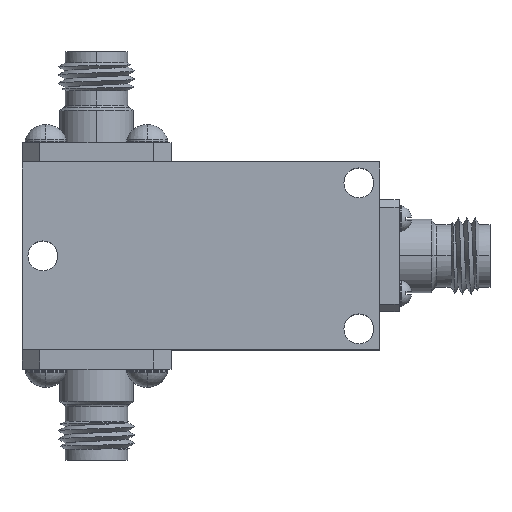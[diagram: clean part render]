
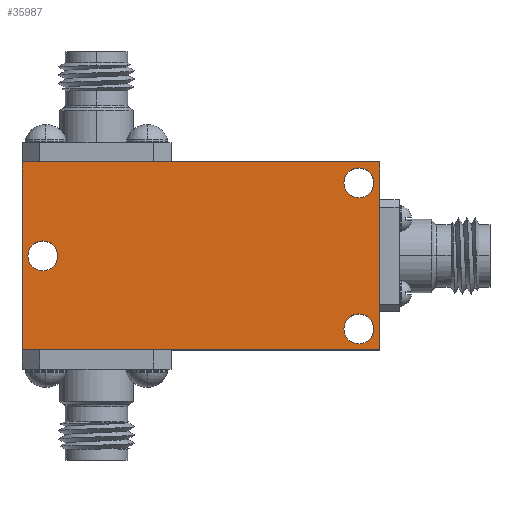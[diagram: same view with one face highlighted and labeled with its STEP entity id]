
A CAD part, top view. The second image highlights one B-rep face of the part: STEP entity #35987.
In plain terms, the highlighted planar face has unit normal (0, 0, 1).
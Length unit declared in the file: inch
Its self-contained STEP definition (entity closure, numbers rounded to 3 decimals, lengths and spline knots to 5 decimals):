
#1899 = DIRECTION ( 'NONE',  ( 0., 0., 1. ) ) ;
#3116 = DIRECTION ( 'NONE',  ( -1., 0., 0. ) ) ;
#4105 = CARTESIAN_POINT ( 'NONE',  ( 0., 0., 0.5 ) ) ;
#4186 = CARTESIAN_POINT ( 'NONE',  ( 0.48, -0.245, 0.5 ) ) ;
#5618 = AXIS2_PLACEMENT_3D ( 'NONE', #44942, #1899, #26958 ) ;
#6506 = CARTESIAN_POINT ( 'NONE',  ( 0.6, -0.315, 0.5 ) ) ;
#7272 = PLANE ( 'NONE',  #9577 ) ;
#7750 = LINE ( 'NONE', #13613, #42046 ) ;
#9577 = AXIS2_PLACEMENT_3D ( 'NONE', #4105, #14499, #36510 ) ;
#9611 = CARTESIAN_POINT ( 'NONE',  ( -0.48, 0., 0.5 ) ) ;
#9958 = ORIENTED_EDGE ( 'NONE', *, *, #20499, .F. ) ;
#10591 = CIRCLE ( 'NONE', #10604, 0.05 ) ;
#10604 = AXIS2_PLACEMENT_3D ( 'NONE', #18518, #43665, #26305 ) ;
#10668 = EDGE_CURVE ( 'NONE', #36944, #16573, #46202, .T. ) ;
#10753 = DIRECTION ( 'NONE',  ( 0., -1., 0. ) ) ;
#11801 = VECTOR ( 'NONE', #10753, 39.37008 ) ;
#12638 = CIRCLE ( 'NONE', #5618, 0.05 ) ;
#13441 = CARTESIAN_POINT ( 'NONE',  ( 0.48, 0.245, 0.5 ) ) ;
#13613 = CARTESIAN_POINT ( 'NONE',  ( 0.6, 0.315, 0.5 ) ) ;
#13651 = ORIENTED_EDGE ( 'NONE', *, *, #27278, .T. ) ;
#14255 = CARTESIAN_POINT ( 'NONE',  ( 0.58, -0.245, 0.5 ) ) ;
#14499 = DIRECTION ( 'NONE',  ( 0., 0., -1. ) ) ;
#14583 = FACE_BOUND ( 'NONE', #36033, .T. ) ;
#15010 = CARTESIAN_POINT ( 'NONE',  ( -0.6, -0.315, 0.5 ) ) ;
#15224 = EDGE_CURVE ( 'NONE', #38611, #24843, #10591, .T. ) ;
#15340 = AXIS2_PLACEMENT_3D ( 'NONE', #20863, #31829, #3116 ) ;
#15655 = CARTESIAN_POINT ( 'NONE',  ( 0.53, -0.245, 0.5 ) ) ;
#16091 = EDGE_CURVE ( 'NONE', #16573, #29395, #7750, .T. ) ;
#16437 = EDGE_LOOP ( 'NONE', ( #25741, #40084, #13651, #40292 ) ) ;
#16573 = VERTEX_POINT ( 'NONE', #38880 ) ;
#16797 = FACE_BOUND ( 'NONE', #45898, .T. ) ;
#17203 = CIRCLE ( 'NONE', #26326, 0.05 ) ;
#18089 = DIRECTION ( 'NONE',  ( -1., 0., 0. ) ) ;
#18461 = EDGE_CURVE ( 'NONE', #33793, #31702, #17203, .T. ) ;
#18518 = CARTESIAN_POINT ( 'NONE',  ( 0.53, -0.245, 0.5 ) ) ;
#18583 = AXIS2_PLACEMENT_3D ( 'NONE', #34523, #30580, #37711 ) ;
#18806 = ORIENTED_EDGE ( 'NONE', *, *, #22238, .F. ) ;
#19115 = FACE_OUTER_BOUND ( 'NONE', #16437, .T. ) ;
#19443 = DIRECTION ( 'NONE',  ( -1., 0., 0. ) ) ;
#19975 = CIRCLE ( 'NONE', #15340, 0.05 ) ;
#20499 = EDGE_CURVE ( 'NONE', #40872, #36471, #12638, .T. ) ;
#20670 = DIRECTION ( 'NONE',  ( 1., 0., 0. ) ) ;
#20863 = CARTESIAN_POINT ( 'NONE',  ( -0.53, 0., 0.5 ) ) ;
#21384 = CARTESIAN_POINT ( 'NONE',  ( 0.53, 0.245, 0.5 ) ) ;
#22238 = EDGE_CURVE ( 'NONE', #36471, #40872, #19975, .T. ) ;
#22243 = ORIENTED_EDGE ( 'NONE', *, *, #42882, .F. ) ;
#22402 = CARTESIAN_POINT ( 'NONE',  ( -0.6, 0.315, 0.5 ) ) ;
#22712 = ORIENTED_EDGE ( 'NONE', *, *, #18461, .F. ) ;
#23175 = ORIENTED_EDGE ( 'NONE', *, *, #15224, .F. ) ;
#23276 = CIRCLE ( 'NONE', #43897, 0.05 ) ;
#23321 = CIRCLE ( 'NONE', #18583, 0.05 ) ;
#23939 = EDGE_LOOP ( 'NONE', ( #9958, #18806 ) ) ;
#24120 = LINE ( 'NONE', #15010, #11801 ) ;
#24843 = VERTEX_POINT ( 'NONE', #4186 ) ;
#25692 = DIRECTION ( 'NONE',  ( -1., 0., 0. ) ) ;
#25741 = ORIENTED_EDGE ( 'NONE', *, *, #10668, .T. ) ;
#26305 = DIRECTION ( 'NONE',  ( -1., 0., 0. ) ) ;
#26326 = AXIS2_PLACEMENT_3D ( 'NONE', #21384, #43225, #18089 ) ;
#26366 = CARTESIAN_POINT ( 'NONE',  ( 0.6, 0.315, 0.5 ) ) ;
#26475 = VECTOR ( 'NONE', #25692, 39.37008 ) ;
#26958 = DIRECTION ( 'NONE',  ( -1., 0., 0. ) ) ;
#27278 = EDGE_CURVE ( 'NONE', #29395, #34112, #28161, .T. ) ;
#28161 = LINE ( 'NONE', #29151, #26475 ) ;
#29151 = CARTESIAN_POINT ( 'NONE',  ( -0.6, 0.315, 0.5 ) ) ;
#29395 = VERTEX_POINT ( 'NONE', #26366 ) ;
#30580 = DIRECTION ( 'NONE',  ( 0., 0., 1. ) ) ;
#30957 = VECTOR ( 'NONE', #20670, 39.37008 ) ;
#31028 = DIRECTION ( 'NONE',  ( 0., 1., 0. ) ) ;
#31449 = CARTESIAN_POINT ( 'NONE',  ( -0.58, 0., 0.5 ) ) ;
#31702 = VERTEX_POINT ( 'NONE', #34620 ) ;
#31829 = DIRECTION ( 'NONE',  ( 0., 0., 1. ) ) ;
#33793 = VERTEX_POINT ( 'NONE', #13441 ) ;
#34112 = VERTEX_POINT ( 'NONE', #22402 ) ;
#34523 = CARTESIAN_POINT ( 'NONE',  ( 0.53, 0.245, 0.5 ) ) ;
#34620 = CARTESIAN_POINT ( 'NONE',  ( 0.58, 0.245, 0.5 ) ) ;
#35286 = EDGE_CURVE ( 'NONE', #34112, #36944, #24120, .T. ) ;
#35987 = ADVANCED_FACE ( 'NONE', ( #42105, #14583, #16797, #19115 ), #7272, .F. ) ;
#36033 = EDGE_LOOP ( 'NONE', ( #22243, #23175 ) ) ;
#36471 = VERTEX_POINT ( 'NONE', #9611 ) ;
#36510 = DIRECTION ( 'NONE',  ( -1., 0., 0. ) ) ;
#36669 = ORIENTED_EDGE ( 'NONE', *, *, #42661, .F. ) ;
#36944 = VERTEX_POINT ( 'NONE', #38455 ) ;
#37711 = DIRECTION ( 'NONE',  ( -1., 0., 0. ) ) ;
#38455 = CARTESIAN_POINT ( 'NONE',  ( -0.6, -0.315, 0.5 ) ) ;
#38611 = VERTEX_POINT ( 'NONE', #14255 ) ;
#38880 = CARTESIAN_POINT ( 'NONE',  ( 0.6, -0.315, 0.5 ) ) ;
#40084 = ORIENTED_EDGE ( 'NONE', *, *, #16091, .T. ) ;
#40292 = ORIENTED_EDGE ( 'NONE', *, *, #35286, .T. ) ;
#40872 = VERTEX_POINT ( 'NONE', #31449 ) ;
#42046 = VECTOR ( 'NONE', #31028, 39.37008 ) ;
#42105 = FACE_BOUND ( 'NONE', #23939, .T. ) ;
#42661 = EDGE_CURVE ( 'NONE', #31702, #33793, #23321, .T. ) ;
#42882 = EDGE_CURVE ( 'NONE', #24843, #38611, #23276, .T. ) ;
#43225 = DIRECTION ( 'NONE',  ( 0., 0., 1. ) ) ;
#43665 = DIRECTION ( 'NONE',  ( 0., 0., 1. ) ) ;
#43897 = AXIS2_PLACEMENT_3D ( 'NONE', #15655, #44875, #19443 ) ;
#44875 = DIRECTION ( 'NONE',  ( 0., 0., 1. ) ) ;
#44942 = CARTESIAN_POINT ( 'NONE',  ( -0.53, 0., 0.5 ) ) ;
#45898 = EDGE_LOOP ( 'NONE', ( #22712, #36669 ) ) ;
#46202 = LINE ( 'NONE', #6506, #30957 ) ;
